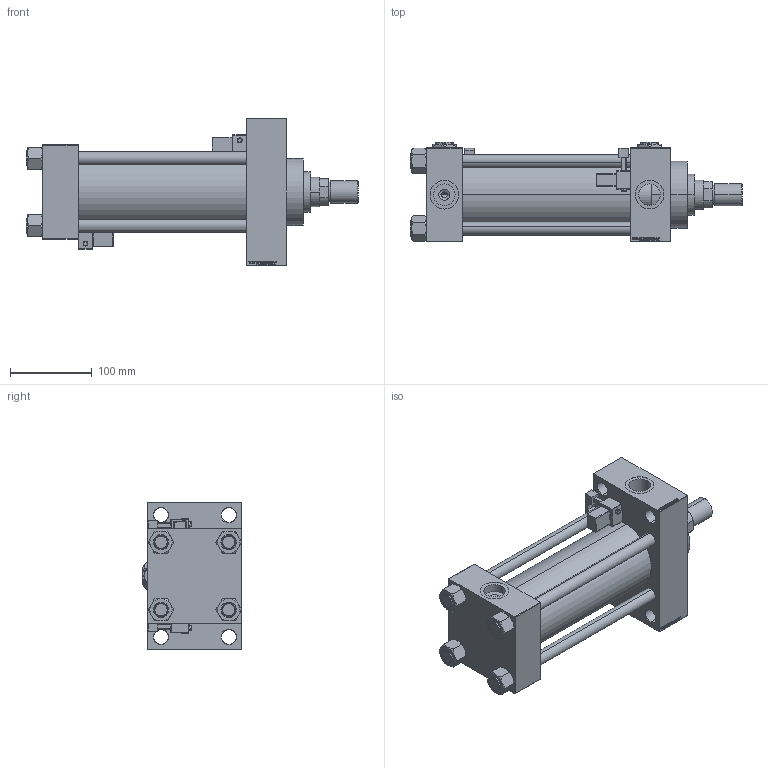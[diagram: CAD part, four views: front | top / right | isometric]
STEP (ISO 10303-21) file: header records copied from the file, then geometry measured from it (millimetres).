
FILE_DESCRIPTION (( 'STEP AP203' ), '1' );
FILE_NAME ('1b16.STEP', '2025-07-16T08:35:23', ( '' ), ( '' ), 'SwSTEP 2.0', 'SolidWorks 2019', '' );
FILE_SCHEMA (( 'CONFIG_CONTROL_DESIGN' ));
Length unit declared in the file: millimetre
Products named in the file (9): V215CR_VCP_D 96bb1633f0124e8b327f5ee7ac8e6821; ROD_END_AH 96bb1633f0124e8b327f5ee7ac8e6821; 1b16; V215CR_D_Body 96bb1633f0124e8b327f5ee7ac8e6821; V215CR_MSU 96bb1633f0124e8b327f5ee7ac8e6821; V215_VC_A 96bb1633f0124e8b327f5ee7ac8e6821; Zatka_pro_OIL_PORT 96bb1633f0124e8b327f5ee7ac8e6821; V215CR_D_TYCINKA 96bb1633f0124e8b327f5ee7ac8e6821; NUT_M5_D 96bb1633f0124e8b327f5ee7ac8e6821
Assembly tree (16 placements, depth 2):
  1b16
    V215CR_D_Body 96bb1633f0124e8b327f5ee7ac8e6821
    V215CR_VCP_D 96bb1633f0124e8b327f5ee7ac8e6821
    NUT_M5_D 96bb1633f0124e8b327f5ee7ac8e6821  x4
    V215CR_D_TYCINKA 96bb1633f0124e8b327f5ee7ac8e6821  x4
    V215_VC_A 96bb1633f0124e8b327f5ee7ac8e6821
    ROD_END_AH 96bb1633f0124e8b327f5ee7ac8e6821
    V215CR_MSU 96bb1633f0124e8b327f5ee7ac8e6821  x2
    Zatka_pro_OIL_PORT 96bb1633f0124e8b327f5ee7ac8e6821  x2
Bounding box: 406 x 122 x 180 mm (x, y, z)
Volume: 2392008.5 mm3; surface area: 437016.7 mm2
Topology: 16 solids, 16 shells, 1420 faces, 3522 edges, 2236 vertices
Faces by surface type: plane 655, bspline 368, cone 188, cylinder 163, sphere 24, torus 22
Entity records: 52465 total; most frequent: CARTESIAN_POINT 26277, ORIENTED_EDGE 5734, DIRECTION 3995, EDGE_CURVE 2867, VERTEX_POINT 1860, VECTOR 1677, LINE 1677, EDGE_LOOP 1289
